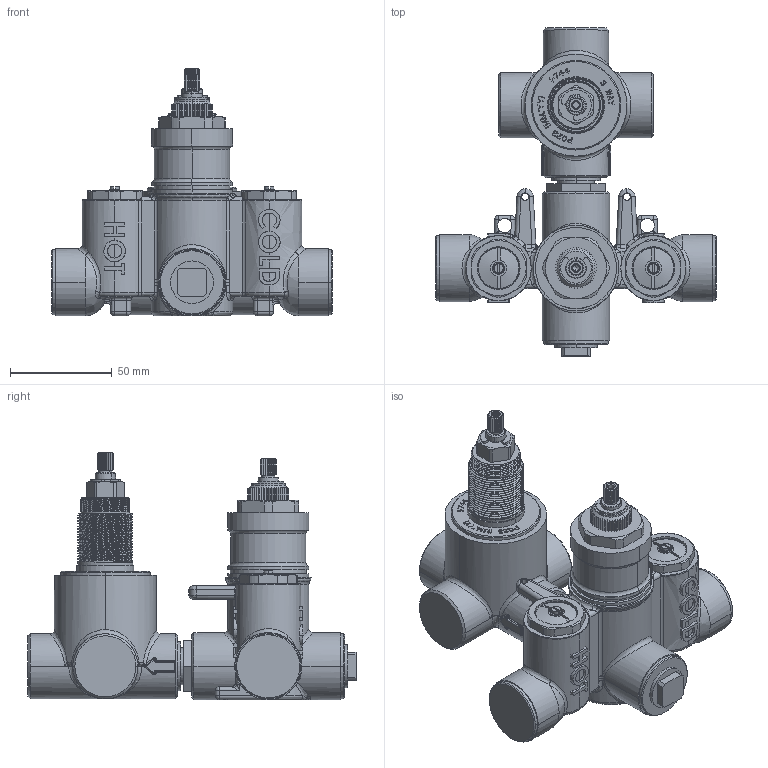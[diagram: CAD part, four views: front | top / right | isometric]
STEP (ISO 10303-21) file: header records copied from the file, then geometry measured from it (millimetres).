
FILE_DESCRIPTION((''),'2;1');
FILE_NAME('1-744_SW0001','2021-10-14T12:33:47',('jinson.thomas'),(''),'CREO PARAMETRIC BY PTC INC, 2018400','CREO PARAMETRIC BY PTC INC, 2018400','');
FILE_SCHEMA(('CONFIG_CONTROL_DESIGN'));
Length unit declared in the file: inch
Products named in the file (1): 1-744_SW0001
Bounding box: 138 x 161.11 x 121.7 mm (x, y, z)
Volume: 469844.5 mm3; surface area: 65830.3 mm2
Topology: 1 solids, 1 shells, 1758 faces, 4682 edges, 2932 vertices
Faces by surface type: plane 830, cylinder 382, bspline 328, cone 126, torus 52, sphere 40
Entity records: 98707 total; most frequent: CARTESIAN_POINT 58284, ORIENTED_EDGE 9254, DIRECTION 7063, EDGE_CURVE 4627, VERTEX_POINT 2932, VECTOR 2383, LINE 2383, AXIS2_PLACEMENT_3D 2340
